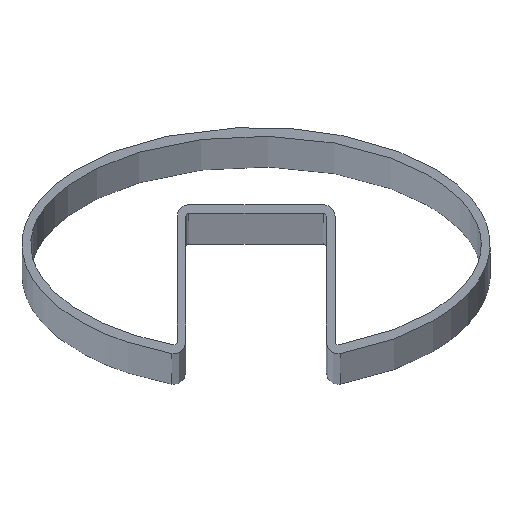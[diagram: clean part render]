
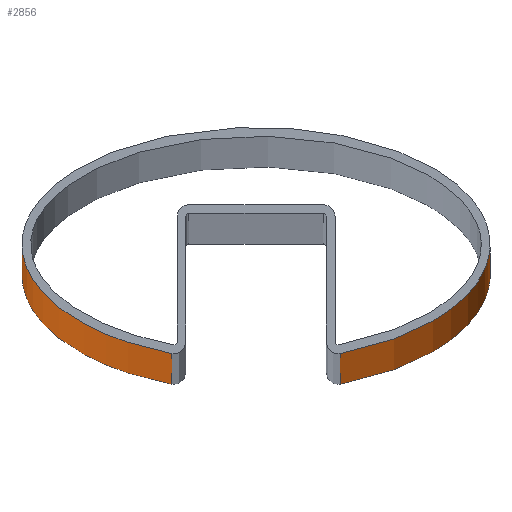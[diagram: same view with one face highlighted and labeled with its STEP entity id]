
A CAD part, top view. The second image highlights one B-rep face of the part: STEP entity #2856.
In plain terms, the highlighted free-form (B-spline) face has degree [3, 1] with [7, 2] control points.
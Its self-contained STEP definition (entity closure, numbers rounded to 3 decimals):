
#221 = CARTESIAN_POINT ( 'NONE',  ( 0., 20., -1500. ) ) ;
#557 = CARTESIAN_POINT ( 'NONE',  ( -57.594, 20., 1500. ) ) ;
#631 = EDGE_CURVE ( 'NONE', #5501, #9082, #14709, .T. ) ;
#1444 =( BOUNDED_SURFACE ( )  B_SPLINE_SURFACE ( 3, 1, ( 
 ( #9653, #16530 ),
 ( #13779, #1541 ),
 ( #2897, #15228 ),
 ( #16580, #221 ),
 ( #557, #7987 ),
 ( #5568, #4475 ),
 ( #13983, #11215 ) ),
 .UNSPECIFIED., .F., .F., .T. ) 
 B_SPLINE_SURFACE_WITH_KNOTS ( ( 4, 3, 4 ),
 ( 2, 2 ),
 ( 0., 0.5, 1. ),
 ( 0., 1. ),
 .UNSPECIFIED. ) 
 GEOMETRIC_REPRESENTATION_ITEM ( )  RATIONAL_B_SPLINE_SURFACE ( (
 ( 1., 1.),
 ( 0.455, 0.455),
 ( 0.455, 0.455),
 ( 1., 1.),
 ( 0.455, 0.455),
 ( 0.455, 0.455),
 ( 1., 1.) ) ) 
 REPRESENTATION_ITEM ( '' )  SURFACE ( )  );
#1541 = CARTESIAN_POINT ( 'NONE',  ( 68.123, -8.312, -1500. ) ) ;
#1822 = LINE ( 'NONE', #5355, #2260 ) ;
#2170 = CARTESIAN_POINT ( 'NONE',  ( 57.594, 20., -1500. ) ) ;
#2260 = VECTOR ( 'NONE', #10881, 1000. ) ;
#2856 = ADVANCED_FACE ( 'NONE', ( #13871 ), #1444, .F. ) ;
#2897 = CARTESIAN_POINT ( 'NONE',  ( 57.594, 20., 1500. ) ) ;
#4445 = CARTESIAN_POINT ( 'NONE',  ( 57.594, 20., 1500. ) ) ;
#4475 = CARTESIAN_POINT ( 'NONE',  ( -68.123, -8.312, -1500. ) ) ;
#4952 = ORIENTED_EDGE ( 'NONE', *, *, #8895, .T. ) ;
#5000 = CARTESIAN_POINT ( 'NONE',  ( -14.378, -18.663, -1500. ) ) ;
#5355 = CARTESIAN_POINT ( 'NONE',  ( 14.378, -18.663, 1500. ) ) ;
#5501 = VERTEX_POINT ( 'NONE', #10080 ) ;
#5568 = CARTESIAN_POINT ( 'NONE',  ( -68.123, -8.312, 1500. ) ) ;
#6364 = CARTESIAN_POINT ( 'NONE',  ( -68.123, -8.312, -1500. ) ) ;
#6969 = CARTESIAN_POINT ( 'NONE',  ( 14.378, -18.663, -1500. ) ) ;
#7112 = CARTESIAN_POINT ( 'NONE',  ( -14.378, -18.663, 1500. ) ) ;
#7646 = CARTESIAN_POINT ( 'NONE',  ( 14.378, -18.663, -1500. ) ) ;
#7987 = CARTESIAN_POINT ( 'NONE',  ( -57.594, 20., -1500. ) ) ;
#8541 = CARTESIAN_POINT ( 'NONE',  ( -68.123, -8.312, 1500. ) ) ;
#8895 = EDGE_CURVE ( 'NONE', #5501, #12436, #1822, .T. ) ;
#9082 = VERTEX_POINT ( 'NONE', #13338 ) ;
#9498 = VECTOR ( 'NONE', #9510, 1000. ) ;
#9510 = DIRECTION ( 'NONE',  ( 0., 0., -1. ) ) ;
#9653 = CARTESIAN_POINT ( 'NONE',  ( 14.378, -18.663, 1500. ) ) ;
#9750 = CARTESIAN_POINT ( 'NONE',  ( 68.123, -8.312, 1500. ) ) ;
#10080 = CARTESIAN_POINT ( 'NONE',  ( 14.378, -18.663, 1500. ) ) ;
#10406 = CARTESIAN_POINT ( 'NONE',  ( 68.123, -8.312, -1500. ) ) ;
#10881 = DIRECTION ( 'NONE',  ( 0., 0., -1. ) ) ;
#11133 = CARTESIAN_POINT ( 'NONE',  ( 14.378, -18.663, 1500. ) ) ;
#11215 = CARTESIAN_POINT ( 'NONE',  ( -14.378, -18.663, -1500. ) ) ;
#11785 = CARTESIAN_POINT ( 'NONE',  ( 0., 20., -1500. ) ) ;
#12233 = CARTESIAN_POINT ( 'NONE',  ( -14.378, -18.663, -1500. ) ) ;
#12436 = VERTEX_POINT ( 'NONE', #6969 ) ;
#12513 = CARTESIAN_POINT ( 'NONE',  ( -57.594, 20., 1500. ) ) ;
#12991 = EDGE_CURVE ( 'NONE', #12436, #14549, #13087, .T. ) ;
#13087 =( BOUNDED_CURVE ( )  B_SPLINE_CURVE ( 3, ( #7646, #10406, #2170, #11785, #15920, #6364, #5000 ),
 .UNSPECIFIED., .F., .F. ) 
 B_SPLINE_CURVE_WITH_KNOTS ( ( 4, 3, 4 ),
 ( 5.08, 7.854, 10.628 ),
 .UNSPECIFIED. ) 
 CURVE ( )  GEOMETRIC_REPRESENTATION_ITEM ( )  RATIONAL_B_SPLINE_CURVE ( ( 1., 0.455, 0.455, 1., 0.455, 0.455, 1. ) ) 
 REPRESENTATION_ITEM ( '' )  );
#13157 = LINE ( 'NONE', #13531, #9498 ) ;
#13338 = CARTESIAN_POINT ( 'NONE',  ( -14.378, -18.663, 1500. ) ) ;
#13531 = CARTESIAN_POINT ( 'NONE',  ( -14.378, -18.663, 1500. ) ) ;
#13779 = CARTESIAN_POINT ( 'NONE',  ( 68.123, -8.312, 1500. ) ) ;
#13871 = FACE_OUTER_BOUND ( 'NONE', #16909, .T. ) ;
#13874 = ORIENTED_EDGE ( 'NONE', *, *, #16302, .F. ) ;
#13983 = CARTESIAN_POINT ( 'NONE',  ( -14.378, -18.663, 1500. ) ) ;
#14434 = ORIENTED_EDGE ( 'NONE', *, *, #12991, .T. ) ;
#14549 = VERTEX_POINT ( 'NONE', #12233 ) ;
#14709 =( BOUNDED_CURVE ( )  B_SPLINE_CURVE ( 3, ( #11133, #9750, #4445, #15320, #12513, #8541, #7112 ),
 .UNSPECIFIED., .F., .F. ) 
 B_SPLINE_CURVE_WITH_KNOTS ( ( 4, 3, 4 ),
 ( 5.08, 7.854, 10.628 ),
 .UNSPECIFIED. ) 
 CURVE ( )  GEOMETRIC_REPRESENTATION_ITEM ( )  RATIONAL_B_SPLINE_CURVE ( ( 1., 0.455, 0.455, 1., 0.455, 0.455, 1. ) ) 
 REPRESENTATION_ITEM ( '' )  );
#15228 = CARTESIAN_POINT ( 'NONE',  ( 57.594, 20., -1500. ) ) ;
#15320 = CARTESIAN_POINT ( 'NONE',  ( 0., 20., 1500. ) ) ;
#15920 = CARTESIAN_POINT ( 'NONE',  ( -57.594, 20., -1500. ) ) ;
#16302 = EDGE_CURVE ( 'NONE', #9082, #14549, #13157, .T. ) ;
#16530 = CARTESIAN_POINT ( 'NONE',  ( 14.378, -18.663, -1500. ) ) ;
#16580 = CARTESIAN_POINT ( 'NONE',  ( 0., 20., 1500. ) ) ;
#16628 = ORIENTED_EDGE ( 'NONE', *, *, #631, .F. ) ;
#16909 = EDGE_LOOP ( 'NONE', ( #14434, #13874, #16628, #4952 ) ) ;
